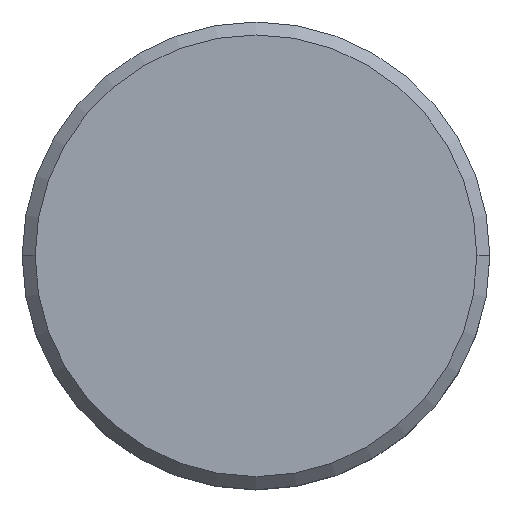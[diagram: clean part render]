
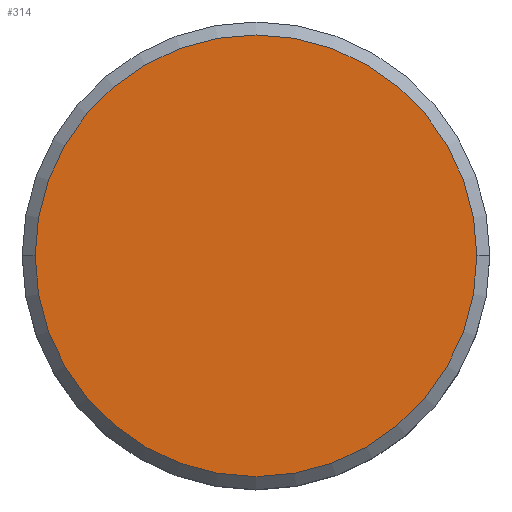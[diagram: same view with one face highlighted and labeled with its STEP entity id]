
A CAD part, top view. The second image highlights one B-rep face of the part: STEP entity #314.
In plain terms, the highlighted planar face has unit normal (0, 0, 1).
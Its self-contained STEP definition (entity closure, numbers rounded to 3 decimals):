
#99 = CARTESIAN_POINT ( 'NONE',  ( 0., 0., 0. ) ) ;
#113 = CARTESIAN_POINT ( 'NONE',  ( -8.5, 0., 0. ) ) ;
#134 = EDGE_LOOP ( 'NONE', ( #397, #321 ) ) ;
#137 = CIRCLE ( 'NONE', #398, 8.5 ) ;
#148 = CARTESIAN_POINT ( 'NONE',  ( 0., 0., 0. ) ) ;
#199 = DIRECTION ( 'NONE',  ( 1., 0., 0. ) ) ;
#227 = DIRECTION ( 'NONE',  ( 1., 0., 0. ) ) ;
#240 = PLANE ( 'NONE',  #431 ) ;
#254 = EDGE_CURVE ( 'NONE', #427, #270, #307, .T. ) ;
#270 = VERTEX_POINT ( 'NONE', #411 ) ;
#296 = DIRECTION ( 'NONE',  ( 0., 0., 1. ) ) ;
#305 = DIRECTION ( 'NONE',  ( 0., 0., 1. ) ) ;
#307 = CIRCLE ( 'NONE', #340, 8.5 ) ;
#311 = FACE_OUTER_BOUND ( 'NONE', #134, .T. ) ;
#314 = ADVANCED_FACE ( 'NONE', ( #311 ), #240, .T. ) ;
#321 = ORIENTED_EDGE ( 'NONE', *, *, #433, .T. ) ;
#340 = AXIS2_PLACEMENT_3D ( 'NONE', #99, #305, #199 ) ;
#379 = DIRECTION ( 'NONE',  ( 0., 0., 1. ) ) ;
#384 = DIRECTION ( 'NONE',  ( 1., 0., 0. ) ) ;
#397 = ORIENTED_EDGE ( 'NONE', *, *, #254, .T. ) ;
#398 = AXIS2_PLACEMENT_3D ( 'NONE', #148, #296, #227 ) ;
#411 = CARTESIAN_POINT ( 'NONE',  ( 8.5, 0., 0. ) ) ;
#413 = CARTESIAN_POINT ( 'NONE',  ( 0., 0., 0. ) ) ;
#427 = VERTEX_POINT ( 'NONE', #113 ) ;
#431 = AXIS2_PLACEMENT_3D ( 'NONE', #413, #379, #384 ) ;
#433 = EDGE_CURVE ( 'NONE', #270, #427, #137, .T. ) ;
